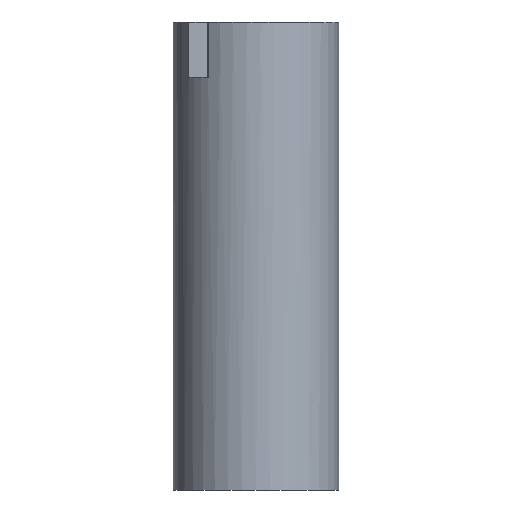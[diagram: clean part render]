
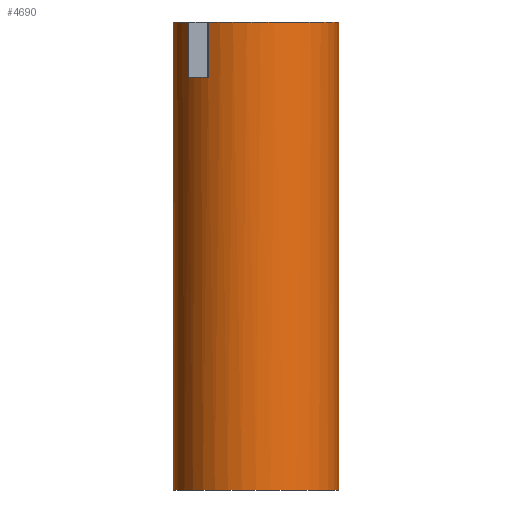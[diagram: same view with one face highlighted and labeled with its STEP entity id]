
A CAD part, front view. The second image highlights one B-rep face of the part: STEP entity #4690.
In plain terms, the highlighted cylindrical face has radius 3 mm (diameter 6 mm), a partial arc.
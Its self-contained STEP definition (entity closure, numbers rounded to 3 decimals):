
#540=CARTESIAN_POINT('',(-4.05,-1.124,0.));
#550=DIRECTION('',(0.,-1.,0.));
#560=DIRECTION('',(-1.,0.,0.));
#570=AXIS2_PLACEMENT_3D('',#540,#550,#560);
#580=CIRCLE('',#570,3.);
#1070=CARTESIAN_POINT('',(-4.05,0.876,0.));
#1080=DIRECTION('',(0.,1.,0.));
#1090=DIRECTION('',(-1.,0.,0.));
#1100=AXIS2_PLACEMENT_3D('',#1070,#1080,#1090);
#1110=CIRCLE('',#1100,3.);
#1120=CARTESIAN_POINT('',(-7.05,0.876,0.));
#1130=VERTEX_POINT('',#1120);
#1160=CARTESIAN_POINT('',(-7.05,-3.224,0.));
#1170=DIRECTION('',(0.,-1.,0.));
#1180=VECTOR('',#1170,1.);
#1190=LINE('',#1160,#1180);
#1200=CARTESIAN_POINT('',(-7.05,-16.124,0.));
#1210=VERTEX_POINT('',#1200);
#1220=EDGE_CURVE('',#1130,#1210,#1190,.T.);
#1240=CARTESIAN_POINT('',(-4.05,-16.124,0.));
#1250=DIRECTION('',(0.,-1.,0.));
#1260=DIRECTION('',(-1.,0.,0.));
#1270=AXIS2_PLACEMENT_3D('',#1240,#1250,#1260);
#1280=CIRCLE('',#1270,3.);
#1290=CARTESIAN_POINT('',(-1.05,-16.124,0.)
);
#1300=VERTEX_POINT('',#1290);
#1330=CARTESIAN_POINT('',(-1.05,-3.224,0.)
);
#1340=DIRECTION('',(0.,-1.,0.));
#1350=VECTOR('',#1340,1.);
#1360=LINE('',#1330,#1350);
#1370=CARTESIAN_POINT('',(-1.05,0.876,0.)
);
#1380=VERTEX_POINT('',#1370);
#1390=EDGE_CURVE('',#1380,#1300,#1360,.T.);
#1410=CARTESIAN_POINT('',(-4.05,0.876,0.));
#1420=DIRECTION('',(0.,1.,0.));
#1430=DIRECTION('',(-1.,0.,0.));
#1440=AXIS2_PLACEMENT_3D('',#1410,#1420,#1430);
#1450=CIRCLE('',#1440,3.);
#1630=CARTESIAN_POINT('',(-5.788,0.876,
2.445));
#1640=VERTEX_POINT('',#1630);
#1650=EDGE_CURVE('',#1640,#1380,#1450,.T.);
#2590=EDGE_CURVE('',#1300,#1210,#1280,.T.);
#2720=CARTESIAN_POINT('',(-6.495,0.876,
1.738));
#2730=VERTEX_POINT('',#2720);
#2760=EDGE_CURVE('',#1130,#2730,#1110,.T.);
#2950=CARTESIAN_POINT('',(-5.788,-1.124,
2.445));
#2960=VERTEX_POINT('',#2950);
#3080=CARTESIAN_POINT('',(-5.788,-3.224,
2.445));
#3090=DIRECTION('',(0.,-1.,0.));
#3100=VECTOR('',#3090,1.);
#3110=LINE('',#3080,#3100);
#3120=EDGE_CURVE('',#1640,#2960,#3110,.T.);
#3250=CARTESIAN_POINT('',(-6.495,-1.124,
1.738));
#3260=VERTEX_POINT('',#3250);
#3270=EDGE_CURVE('',#2960,#3260,#580,.T.);
#3470=CARTESIAN_POINT('',(-6.495,-3.224,
1.738));
#3480=DIRECTION('',(0.,-1.,0.));
#3490=VECTOR('',#3480,1.);
#3500=LINE('',#3470,#3490);
#3510=EDGE_CURVE('',#2730,#3260,#3500,.T.);
#4540=CARTESIAN_POINT('',(-4.05,-3.224,0.));
#4550=DIRECTION('',(0.,-1.,0.));
#4560=DIRECTION('',(-1.,0.,0.));
#4570=AXIS2_PLACEMENT_3D('',#4540,#4550,#4560);
#4580=CYLINDRICAL_SURFACE('',#4570,3.);
#4590=ORIENTED_EDGE('',*,*,#1220,.T.);
#4600=ORIENTED_EDGE('',*,*,#2760,.F.);
#4610=ORIENTED_EDGE('',*,*,#3510,.F.);
#4620=ORIENTED_EDGE('',*,*,#3270,.T.);
#4630=ORIENTED_EDGE('',*,*,#3120,.T.);
#4640=ORIENTED_EDGE('',*,*,#1650,.F.);
#4650=ORIENTED_EDGE('',*,*,#1390,.F.);
#4660=ORIENTED_EDGE('',*,*,#2590,.F.);
#4670=EDGE_LOOP('',(#4660,#4650,#4640,#4630,#4620,#4610,#4600,#4590));
#4680=FACE_OUTER_BOUND('',#4670,.T.);
#4690=ADVANCED_FACE('',(#4680),#4580,.T.);
